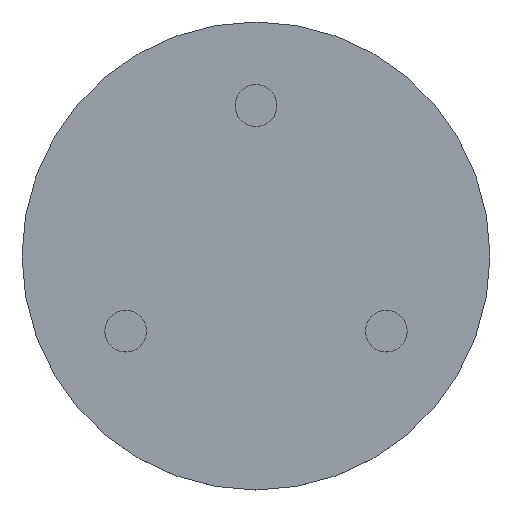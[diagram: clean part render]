
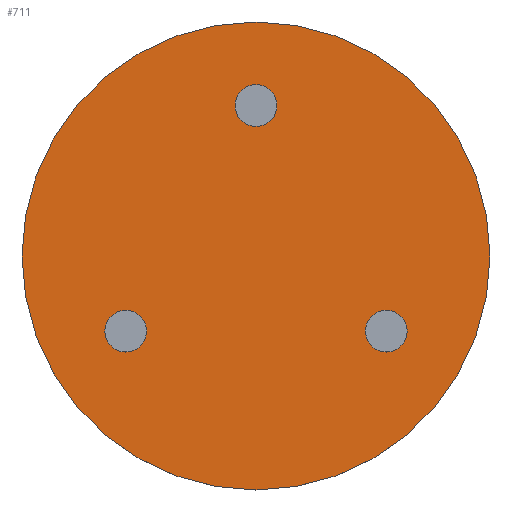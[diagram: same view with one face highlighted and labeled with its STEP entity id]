
A CAD part, top view. The second image highlights one B-rep face of the part: STEP entity #711.
In plain terms, the highlighted planar face has unit normal (0, 0, 1).
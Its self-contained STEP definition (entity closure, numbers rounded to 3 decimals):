
#52=FACE_BOUND('',#166,.T.);
#53=FACE_BOUND('',#167,.T.);
#54=FACE_BOUND('',#168,.T.);
#78=CIRCLE('',#776,28.);
#79=CIRCLE('',#778,2.5);
#80=CIRCLE('',#780,2.5);
#81=CIRCLE('',#782,2.5);
#118=FACE_OUTER_BOUND('',#165,.T.);
#165=EDGE_LOOP('',(#619));
#166=EDGE_LOOP('',(#620));
#167=EDGE_LOOP('',(#621));
#168=EDGE_LOOP('',(#622));
#344=VERTEX_POINT('',#1331);
#345=VERTEX_POINT('',#1335);
#346=VERTEX_POINT('',#1339);
#347=VERTEX_POINT('',#1343);
#437=EDGE_CURVE('',#344,#344,#78,.T.);
#438=EDGE_CURVE('',#345,#345,#79,.T.);
#440=EDGE_CURVE('',#346,#346,#80,.T.);
#442=EDGE_CURVE('',#347,#347,#81,.T.);
#619=ORIENTED_EDGE('',*,*,#437,.T.);
#620=ORIENTED_EDGE('',*,*,#442,.F.);
#621=ORIENTED_EDGE('',*,*,#440,.F.);
#622=ORIENTED_EDGE('',*,*,#438,.F.);
#674=PLANE('',#784);
#711=ADVANCED_FACE('',(#118,#52,#53,#54),#674,.F.);
#776=AXIS2_PLACEMENT_3D('',#1333,#954,#955);
#778=AXIS2_PLACEMENT_3D('',#1336,#958,#959);
#780=AXIS2_PLACEMENT_3D('',#1340,#963,#964);
#782=AXIS2_PLACEMENT_3D('',#1344,#968,#969);
#784=AXIS2_PLACEMENT_3D('',#1347,#973,#974);
#954=DIRECTION('center_axis',(0.,0.,1.));
#955=DIRECTION('ref_axis',(1.,0.,0.));
#958=DIRECTION('center_axis',(0.,0.,1.));
#959=DIRECTION('ref_axis',(-1.,0.,0.));
#963=DIRECTION('center_axis',(0.,0.,1.));
#964=DIRECTION('ref_axis',(-1.,0.,0.));
#968=DIRECTION('center_axis',(0.,0.,1.));
#969=DIRECTION('ref_axis',(-1.,0.,0.));
#973=DIRECTION('center_axis',(0.,0.,-1.));
#974=DIRECTION('ref_axis',(1.,0.,0.));
#1331=CARTESIAN_POINT('',(132.,0.,-1.));
#1333=CARTESIAN_POINT('Origin',(160.,0.,-1.));
#1335=CARTESIAN_POINT('',(178.088,-9.,-1.));
#1336=CARTESIAN_POINT('Origin',(175.588,-9.,-1.));
#1339=CARTESIAN_POINT('',(162.5,18.,-1.));
#1340=CARTESIAN_POINT('Origin',(160.,18.,-1.));
#1343=CARTESIAN_POINT('',(146.912,-9.,-1.));
#1344=CARTESIAN_POINT('Origin',(144.412,-9.,-1.));
#1347=CARTESIAN_POINT('Origin',(160.,0.,-1.));
